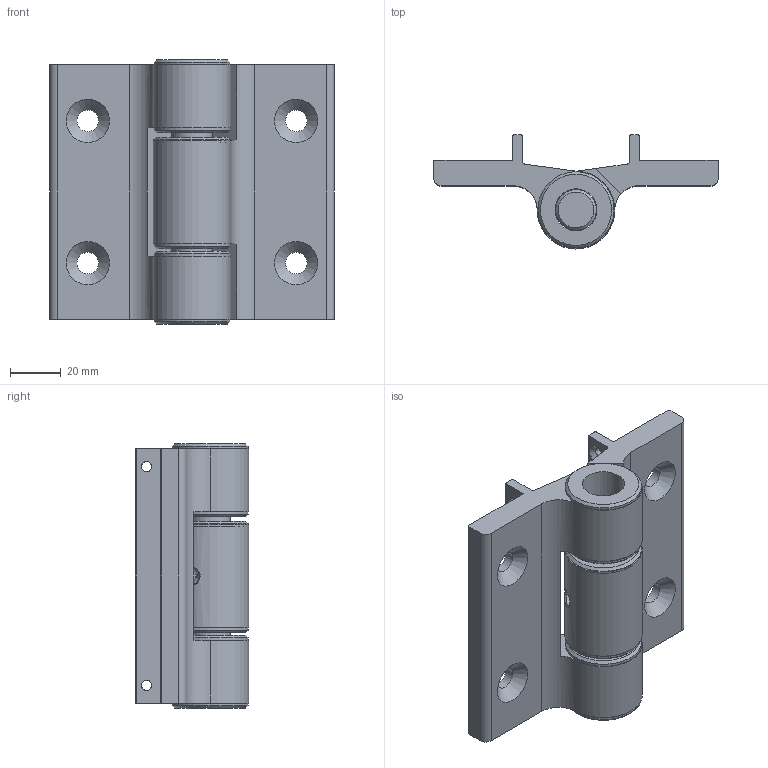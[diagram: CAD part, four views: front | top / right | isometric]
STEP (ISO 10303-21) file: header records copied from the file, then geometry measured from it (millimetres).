
FILE_DESCRIPTION(/* description */ (''),/* implementation_level */ '2;1');
FILE_NAME(/* name */ '11630505 503.stp',/* time_stamp */ '2021-09-01T11:36:52+02:00',/* author */ ('sbizzotto'),/* organization */ (''),/* preprocessor_version */ 'ST-DEVELOPER v17.2',/* originating_system */ 'Autodesk Inventor 2019',/* authorisation */ '');
FILE_SCHEMA (('AUTOMOTIVE_DESIGN { 1 0 10303 214 3 1 1 }'));
Length unit declared in the file: millimetre
Products named in the file (5): 11630505  503; 28301018  503; 28301120  503; 21301202  002; 23307203
Assembly tree (9 placements, depth 2):
  11630505  503
    28301018  503
    28301120  503
    21301202  002
    23307203  x6
Bounding box: 112 x 44.75 x 104 mm (x, y, z)
Volume: 158257.2 mm3; surface area: 63520.6 mm2
Topology: 9 solids, 9 shells, 207 faces, 570 edges, 391 vertices
Faces by surface type: plane 100, cylinder 75, cone 30, bspline 1, torus 1
Full cylindrical faces by diameter (mm): 4 x4, 6.647 x1, 8.5 x4, 16 x2, 16.5 x6, 17 x4, 20.3 x6, 30 x6
Entity records: 4398 total; most frequent: CARTESIAN_POINT 1000, DIRECTION 696, ORIENTED_EDGE 660, EDGE_CURVE 330, AXIS2_PLACEMENT_3D 268, VERTEX_POINT 226, LINE 160, VECTOR 160
